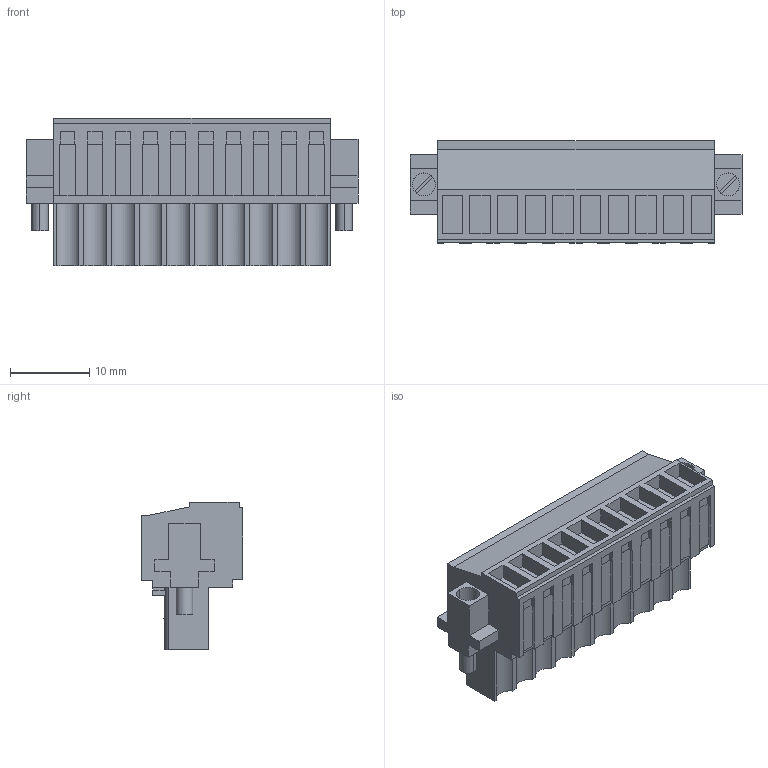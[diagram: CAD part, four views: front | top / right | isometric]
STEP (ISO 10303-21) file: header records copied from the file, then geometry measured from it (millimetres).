
FILE_DESCRIPTION(('CATIA V5R24 STEP','CAx-IF Rec.Pracs.--- Model Styling and Organization---1.2---2011-12-15'),'2;1');
FILE_NAME ('D1453271_0_1606720000_1606720000.stp','2017-05-09T12:52:20+00:00',('none'),('Weidmueller'),'CATIA Version 5-6 Release 2014 SP4 HF52','CATIA V5 STEP AP214','none');
FILE_SCHEMA(('AUTOMOTIVE_DESIGN { 1 0 10303 214 1 1 1 1 }'));
Length unit declared in the file: millimetre
Products named in the file (1): 1606720000
Bounding box: 42 x 12.9 x 18.7 mm (x, y, z)
Volume: 5397.1 mm3; surface area: 4572.7 mm2
Topology: 13 solids, 13 shells, 665 faces, 1851 edges, 1258 vertices
Faces by surface type: plane 585, cylinder 80
Entity records: 20609 total; most frequent: CARTESIAN_POINT 3799, ORIENTED_EDGE 3702, DIRECTION 2706, EDGE_CURVE 1851, VECTOR 1579, LINE 1579, VERTEX_POINT 1258, EDGE_LOOP 715
